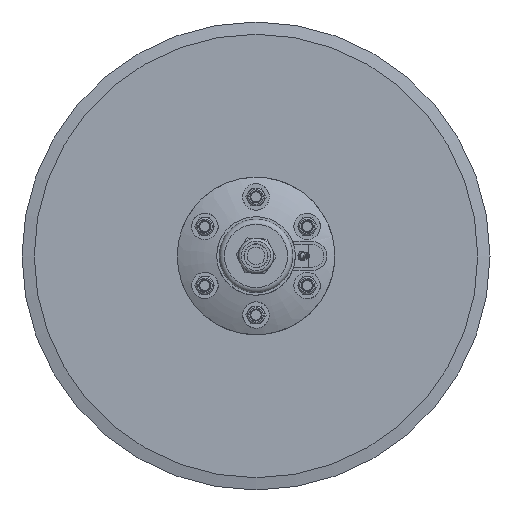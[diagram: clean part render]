
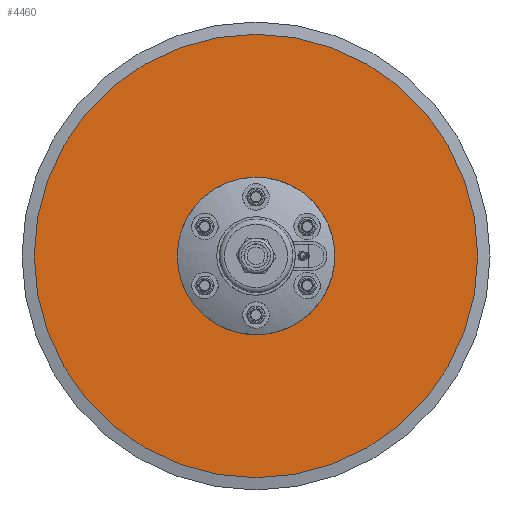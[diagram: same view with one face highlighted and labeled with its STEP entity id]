
A CAD part, top view. The second image highlights one B-rep face of the part: STEP entity #4460.
In plain terms, the highlighted planar face has unit normal (0, 0, 1).
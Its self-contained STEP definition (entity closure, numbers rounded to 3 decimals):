
#4347=CARTESIAN_POINT('',(40.4,-0.0,-0.0));
#4348=VERTEX_POINT('',#4347);
#4349=CARTESIAN_POINT('',(0.0,-0.0,-0.0));
#4350=DIRECTION('',(-0.0,-0.0,1.0));
#4351=DIRECTION('',(1.0,0.0,0.0));
#4352=AXIS2_PLACEMENT_3D('',#4349,#4350,#4351);
#4353=CIRCLE('',#4352,40.4);
#4354=EDGE_CURVE('n� 58',#4348,#4348,#4353,.T.);
#4375=CARTESIAN_POINT('',(-44.643,28.95,0.0));
#4376=VERTEX_POINT('',#4375);
#4377=CARTESIAN_POINT('',(-50.143,28.95,0.0));
#4378=DIRECTION('',(0.0,0.0,1.0));
#4379=DIRECTION('',(1.0,0.0,-0.0));
#4380=AXIS2_PLACEMENT_3D('',#4377,#4378,#4379);
#4381=CIRCLE('',#4380,5.5);
#4382=EDGE_CURVE('n� 344',#4376,#4376,#4381,.T.);
#4383=ORIENTED_EDGE('',*,*,#4382,.F.);
#4384=EDGE_LOOP('',(#4383));
#4385=FACE_OUTER_BOUND('',#4384,.T.);
#4386=CARTESIAN_POINT('',(-44.643,-28.95,0.0));
#4387=VERTEX_POINT('',#4386);
#4388=CARTESIAN_POINT('',(-50.143,-28.95,0.0));
#4389=DIRECTION('',(0.0,0.0,1.0));
#4390=DIRECTION('',(1.0,0.0,-0.0));
#4391=AXIS2_PLACEMENT_3D('',#4388,#4389,#4390);
#4392=CIRCLE('',#4391,5.5);
#4393=EDGE_CURVE('n� 304',#4387,#4387,#4392,.T.);
#4394=ORIENTED_EDGE('',*,*,#4393,.F.);
#4395=EDGE_LOOP('',(#4394));
#4396=FACE_BOUND('',#4395,.T.);
#4397=CARTESIAN_POINT('',(5.5,-57.9,0.0));
#4398=VERTEX_POINT('',#4397);
#4399=CARTESIAN_POINT('',(0.0,-57.9,0.0));
#4400=DIRECTION('',(0.0,0.0,1.0));
#4401=DIRECTION('',(1.0,0.0,-0.0));
#4402=AXIS2_PLACEMENT_3D('',#4399,#4400,#4401);
#4403=CIRCLE('',#4402,5.5);
#4404=EDGE_CURVE('n� 264',#4398,#4398,#4403,.T.);
#4405=ORIENTED_EDGE('',*,*,#4404,.F.);
#4406=EDGE_LOOP('',(#4405));
#4407=FACE_BOUND('',#4406,.T.);
#4408=CARTESIAN_POINT('',(55.643,-28.95,0.0));
#4409=VERTEX_POINT('',#4408);
#4410=CARTESIAN_POINT('',(50.143,-28.95,0.0));
#4411=DIRECTION('',(0.0,0.0,1.0));
#4412=DIRECTION('',(1.0,0.0,-0.0));
#4413=AXIS2_PLACEMENT_3D('',#4410,#4411,#4412);
#4414=CIRCLE('',#4413,5.5);
#4415=EDGE_CURVE('n� 224',#4409,#4409,#4414,.T.);
#4416=ORIENTED_EDGE('',*,*,#4415,.F.);
#4417=EDGE_LOOP('',(#4416));
#4418=FACE_BOUND('',#4417,.T.);
#4419=CARTESIAN_POINT('',(55.643,28.95,0.0));
#4420=VERTEX_POINT('',#4419);
#4421=CARTESIAN_POINT('',(50.143,28.95,0.0));
#4422=DIRECTION('',(0.0,0.0,1.0));
#4423=DIRECTION('',(1.0,0.0,-0.0));
#4424=AXIS2_PLACEMENT_3D('',#4421,#4422,#4423);
#4425=CIRCLE('',#4424,5.5);
#4426=EDGE_CURVE('n� 184',#4420,#4420,#4425,.T.);
#4427=ORIENTED_EDGE('',*,*,#4426,.F.);
#4428=EDGE_LOOP('',(#4427));
#4429=FACE_BOUND('',#4428,.T.);
#4430=CARTESIAN_POINT('',(5.5,57.9,0.0));
#4431=VERTEX_POINT('',#4430);
#4432=CARTESIAN_POINT('',(0.0,57.9,0.0));
#4433=DIRECTION('',(0.0,0.0,1.0));
#4434=DIRECTION('',(1.0,0.0,-0.0));
#4435=AXIS2_PLACEMENT_3D('',#4432,#4433,#4434);
#4436=CIRCLE('',#4435,5.5);
#4437=EDGE_CURVE('n� 144',#4431,#4431,#4436,.T.);
#4438=ORIENTED_EDGE('',*,*,#4437,.F.);
#4439=EDGE_LOOP('',(#4438));
#4440=FACE_BOUND('',#4439,.T.);
#4441=CARTESIAN_POINT('',(217.5,-0.0,0.0));
#4442=VERTEX_POINT('',#4441);
#4443=CARTESIAN_POINT('',(0.0,-0.0,0.0));
#4444=DIRECTION('',(-0.0,-0.0,1.0));
#4445=DIRECTION('',(1.0,0.0,0.0));
#4446=AXIS2_PLACEMENT_3D('',#4443,#4444,#4445);
#4447=CIRCLE('',#4446,217.5);
#4448=EDGE_CURVE('n� 53',#4442,#4442,#4447,.T.);
#4449=ORIENTED_EDGE('',*,*,#4448,.T.);
#4450=EDGE_LOOP('',(#4449));
#4451=FACE_BOUND('',#4450,.T.);
#4452=ORIENTED_EDGE('',*,*,#4354,.F.);
#4453=EDGE_LOOP('',(#4452));
#4454=FACE_BOUND('',#4453,.T.);
#4455=CARTESIAN_POINT('',(40.4,-0.0,-0.0));
#4456=DIRECTION('',(-0.0,-0.0,1.0));
#4457=DIRECTION('',(1.0,0.0,0.0));
#4458=AXIS2_PLACEMENT_3D('',#4455,#4456,#4457);
#4459=PLANE('',#4458);
#4460=ADVANCED_FACE('n� 61',(#4385,#4396,#4407,#4418,#4429,#4440,#4451,#4454),#4459,.T.);
